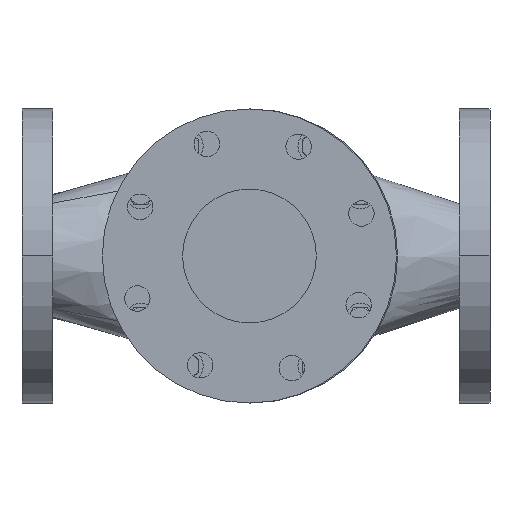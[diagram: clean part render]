
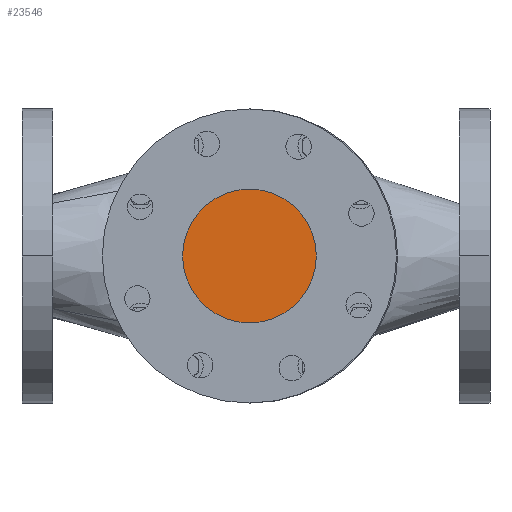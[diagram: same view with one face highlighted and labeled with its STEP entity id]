
A CAD part, front view. The second image highlights one B-rep face of the part: STEP entity #23546.
In plain terms, the highlighted planar face has unit normal (0, -1, 0).
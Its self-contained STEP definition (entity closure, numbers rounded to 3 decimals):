
#1058 = DIRECTION ( 'NONE',  ( 0., -1., 0. ) ) ;
#1385 = CIRCLE ( 'NONE', #23581, 50. ) ;
#1687 = DIRECTION ( 'NONE',  ( 0., -1., 0. ) ) ;
#1772 = EDGE_LOOP ( 'NONE', ( #29538, #15567 ) ) ;
#3015 = VERTEX_POINT ( 'NONE', #31449 ) ;
#3235 = PLANE ( 'NONE',  #13853 ) ;
#4374 = CARTESIAN_POINT ( 'NONE',  ( 9.253, -228.529, 0. ) ) ;
#5026 = CARTESIAN_POINT ( 'NONE',  ( 9.253, -228.529, 0. ) ) ;
#13705 = DIRECTION ( 'NONE',  ( 0., 0., -1. ) ) ;
#13853 = AXIS2_PLACEMENT_3D ( 'NONE', #5026, #1687, #30769 ) ;
#15475 = AXIS2_PLACEMENT_3D ( 'NONE', #20355, #17018, #13705 ) ;
#15491 = FACE_OUTER_BOUND ( 'NONE', #1772, .T. ) ;
#15567 = ORIENTED_EDGE ( 'NONE', *, *, #29271, .T. ) ;
#17018 = DIRECTION ( 'NONE',  ( 0., -1., 0. ) ) ;
#20355 = CARTESIAN_POINT ( 'NONE',  ( 9.253, -228.529, 0. ) ) ;
#23546 = ADVANCED_FACE ( 'NONE', ( #15491 ), #3235, .T. ) ;
#23581 = AXIS2_PLACEMENT_3D ( 'NONE', #4374, #1058, #30142 ) ;
#26722 = VERTEX_POINT ( 'NONE', #31618 ) ;
#27740 = EDGE_CURVE ( 'NONE', #3015, #26722, #1385, .T. ) ;
#29271 = EDGE_CURVE ( 'NONE', #26722, #3015, #31641, .T. ) ;
#29538 = ORIENTED_EDGE ( 'NONE', *, *, #27740, .T. ) ;
#30142 = DIRECTION ( 'NONE',  ( 0., 0., -1. ) ) ;
#30769 = DIRECTION ( 'NONE',  ( 0., 0., -1. ) ) ;
#31449 = CARTESIAN_POINT ( 'NONE',  ( 9.253, -228.529, -50. ) ) ;
#31618 = CARTESIAN_POINT ( 'NONE',  ( 9.253, -228.529, 50. ) ) ;
#31641 = CIRCLE ( 'NONE', #15475, 50. ) ;
